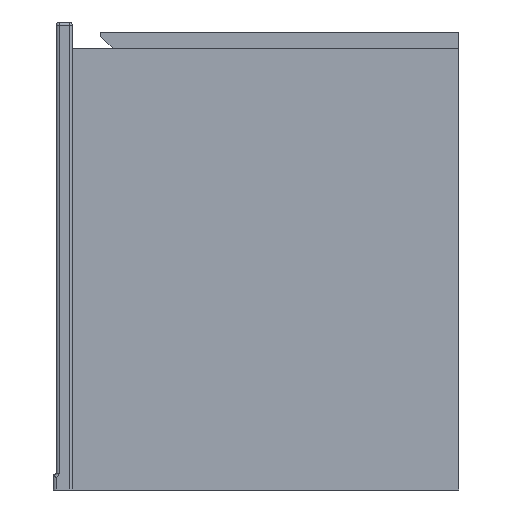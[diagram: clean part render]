
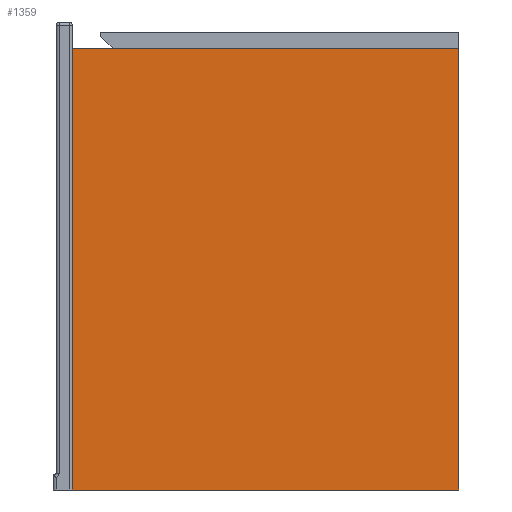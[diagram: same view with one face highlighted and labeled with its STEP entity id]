
A CAD part, left-side view. The second image highlights one B-rep face of the part: STEP entity #1359.
In plain terms, the highlighted planar face has unit normal (-1, 0, 0).
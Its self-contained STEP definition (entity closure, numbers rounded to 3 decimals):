
#17 = CARTESIAN_POINT ( 'NONE',  ( -294., -190., 0. ) ) ;
#19 = VERTEX_POINT ( 'NONE', #2135 ) ;
#126 = EDGE_CURVE ( 'NONE', #3174, #19, #2521, .T. ) ;
#187 = VECTOR ( 'NONE', #2662, 1000. ) ;
#508 = EDGE_LOOP ( 'NONE', ( #1109, #1084, #3365, #730 ) ) ;
#585 = VECTOR ( 'NONE', #1252, 1000. ) ;
#730 = ORIENTED_EDGE ( 'NONE', *, *, #126, .T. ) ;
#741 = DIRECTION ( 'NONE',  ( 0., -1., 0. ) ) ;
#818 = CARTESIAN_POINT ( 'NONE',  ( -294., 190., 434. ) ) ;
#1012 = CARTESIAN_POINT ( 'NONE',  ( -294., 190., 434. ) ) ;
#1084 = ORIENTED_EDGE ( 'NONE', *, *, #2214, .F. ) ;
#1109 = ORIENTED_EDGE ( 'NONE', *, *, #2335, .F. ) ;
#1252 = DIRECTION ( 'NONE',  ( 0., 0., -1. ) ) ;
#1359 = ADVANCED_FACE ( 'NONE', ( #2379 ), #3375, .T. ) ;
#1446 = CARTESIAN_POINT ( 'NONE',  ( -294., 190., 434. ) ) ;
#1513 = EDGE_CURVE ( 'NONE', #3755, #3174, #1757, .T. ) ;
#1559 = DIRECTION ( 'NONE',  ( 0., 1., 0. ) ) ;
#1757 = LINE ( 'NONE', #1446, #187 ) ;
#2135 = CARTESIAN_POINT ( 'NONE',  ( -294., 190., 0. ) ) ;
#2200 = VECTOR ( 'NONE', #1559, 1000. ) ;
#2214 = EDGE_CURVE ( 'NONE', #3755, #2385, #4104, .T. ) ;
#2257 = CARTESIAN_POINT ( 'NONE',  ( -294., -190., 434. ) ) ;
#2335 = EDGE_CURVE ( 'NONE', #2385, #19, #2867, .T. ) ;
#2379 = FACE_OUTER_BOUND ( 'NONE', #508, .T. ) ;
#2385 = VERTEX_POINT ( 'NONE', #17 ) ;
#2521 = LINE ( 'NONE', #818, #3645 ) ;
#2662 = DIRECTION ( 'NONE',  ( 0., 1., 0. ) ) ;
#2707 = CARTESIAN_POINT ( 'NONE',  ( -294., 190., 434. ) ) ;
#2728 = AXIS2_PLACEMENT_3D ( 'NONE', #2707, #3067, #741 ) ;
#2731 = CARTESIAN_POINT ( 'NONE',  ( -294., -190., 434. ) ) ;
#2867 = LINE ( 'NONE', #2892, #2200 ) ;
#2892 = CARTESIAN_POINT ( 'NONE',  ( -294., 190., 0. ) ) ;
#3067 = DIRECTION ( 'NONE',  ( -1., 0., 0. ) ) ;
#3149 = DIRECTION ( 'NONE',  ( 0., 0., -1. ) ) ;
#3174 = VERTEX_POINT ( 'NONE', #1012 ) ;
#3365 = ORIENTED_EDGE ( 'NONE', *, *, #1513, .T. ) ;
#3375 = PLANE ( 'NONE',  #2728 ) ;
#3645 = VECTOR ( 'NONE', #3149, 1000. ) ;
#3755 = VERTEX_POINT ( 'NONE', #2731 ) ;
#4104 = LINE ( 'NONE', #2257, #585 ) ;
